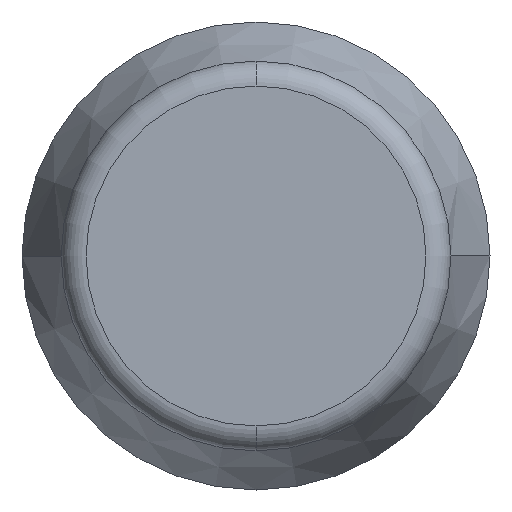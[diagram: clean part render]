
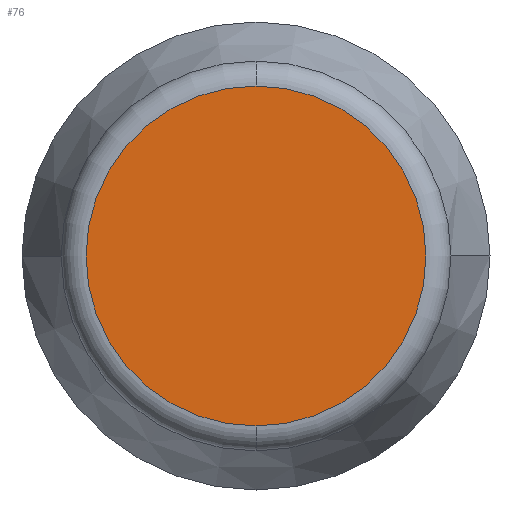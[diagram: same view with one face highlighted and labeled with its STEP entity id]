
A CAD part, front view. The second image highlights one B-rep face of the part: STEP entity #76.
In plain terms, the highlighted planar face has unit normal (0, -1, 0).
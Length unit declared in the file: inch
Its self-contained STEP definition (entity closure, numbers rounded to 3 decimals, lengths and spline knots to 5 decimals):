
#27 = DIRECTION ( 'NONE',  ( 0., 0., -1. ) ) ;
#30 = CARTESIAN_POINT ( 'NONE',  ( 0., 0., -0.0681 ) ) ;
#35 = AXIS2_PLACEMENT_3D ( 'NONE', #250, #74, #162 ) ;
#51 = CIRCLE ( 'NONE', #178, 0.0681 ) ;
#74 = DIRECTION ( 'NONE',  ( 0., -1., 0. ) ) ;
#76 = ADVANCED_FACE ( 'NONE', ( #383 ), #106, .T. ) ;
#85 = CARTESIAN_POINT ( 'NONE',  ( 0., 0., 0. ) ) ;
#106 = PLANE ( 'NONE',  #387 ) ;
#108 = CIRCLE ( 'NONE', #35, 0.0681 ) ;
#111 = CARTESIAN_POINT ( 'NONE',  ( 0., 0., 0.0681 ) ) ;
#117 = DIRECTION ( 'NONE',  ( 0., -1., 0. ) ) ;
#135 = EDGE_LOOP ( 'NONE', ( #349, #370 ) ) ;
#162 = DIRECTION ( 'NONE',  ( 0., 0., -1. ) ) ;
#178 = AXIS2_PLACEMENT_3D ( 'NONE', #85, #117, #308 ) ;
#208 = VERTEX_POINT ( 'NONE', #30 ) ;
#246 = VERTEX_POINT ( 'NONE', #111 ) ;
#247 = EDGE_CURVE ( 'NONE', #246, #208, #51, .T. ) ;
#250 = CARTESIAN_POINT ( 'NONE',  ( 0., 0., 0. ) ) ;
#299 = CARTESIAN_POINT ( 'NONE',  ( 0., 0., 0. ) ) ;
#308 = DIRECTION ( 'NONE',  ( 0., 0., -1. ) ) ;
#336 = EDGE_CURVE ( 'NONE', #208, #246, #108, .T. ) ;
#349 = ORIENTED_EDGE ( 'NONE', *, *, #336, .T. ) ;
#359 = DIRECTION ( 'NONE',  ( 0., -1., 0. ) ) ;
#370 = ORIENTED_EDGE ( 'NONE', *, *, #247, .T. ) ;
#383 = FACE_OUTER_BOUND ( 'NONE', #135, .T. ) ;
#387 = AXIS2_PLACEMENT_3D ( 'NONE', #299, #359, #27 ) ;
